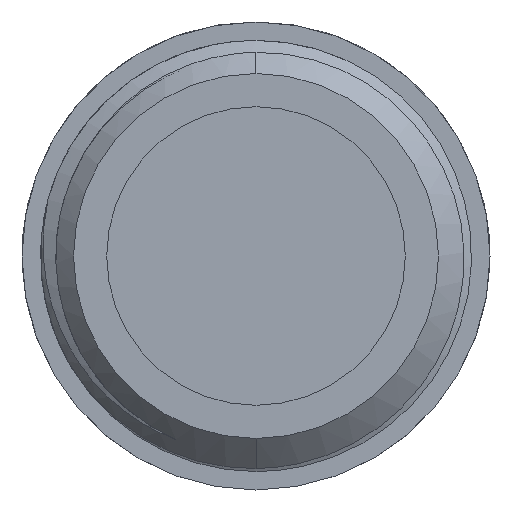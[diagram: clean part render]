
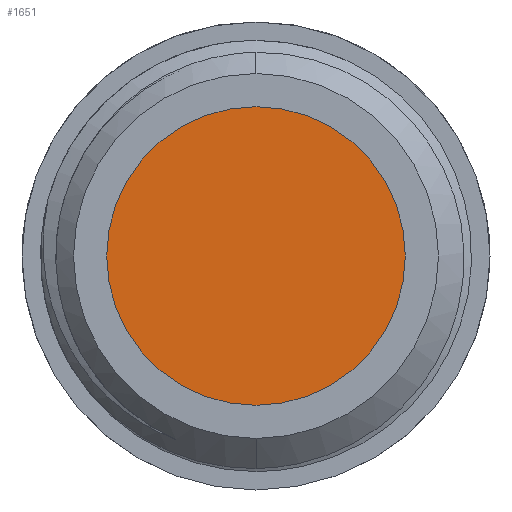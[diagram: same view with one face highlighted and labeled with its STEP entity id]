
A CAD part, left-side view. The second image highlights one B-rep face of the part: STEP entity #1651.
In plain terms, the highlighted planar face has unit normal (-1, 0, 0).
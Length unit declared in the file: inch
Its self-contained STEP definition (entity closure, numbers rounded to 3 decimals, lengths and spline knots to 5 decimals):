
#4 = DIRECTION ( 'NONE',  ( -1., 0., 0. ) ) ;
#238 = CARTESIAN_POINT ( 'NONE',  ( 0.12008, 0., 0. ) ) ;
#246 = DIRECTION ( 'NONE',  ( 0., 0., 1. ) ) ;
#304 = CARTESIAN_POINT ( 'NONE',  ( 0.12008, 0., 0.09409 ) ) ;
#596 = DIRECTION ( 'NONE',  ( 0., 0., -1. ) ) ;
#637 = EDGE_CURVE ( 'NONE', #766, #2330, #2226, .T. ) ;
#766 = VERTEX_POINT ( 'NONE', #2838 ) ;
#824 = DIRECTION ( 'NONE',  ( 1., 0., 0. ) ) ;
#856 = FACE_OUTER_BOUND ( 'NONE', #2071, .T. ) ;
#861 = ORIENTED_EDGE ( 'NONE', *, *, #1126, .T. ) ;
#998 = CIRCLE ( 'NONE', #2276, 0.09409 ) ;
#1126 = EDGE_CURVE ( 'NONE', #2330, #766, #998, .T. ) ;
#1176 = DIRECTION ( 'NONE',  ( 0., 0., 1. ) ) ;
#1414 = CARTESIAN_POINT ( 'NONE',  ( 0.12008, 0., 0. ) ) ;
#1567 = AXIS2_PLACEMENT_3D ( 'NONE', #2714, #824, #596 ) ;
#1651 = ADVANCED_FACE ( 'NONE', ( #856 ), #2760, .F. ) ;
#2071 = EDGE_LOOP ( 'NONE', ( #861, #2274 ) ) ;
#2226 = CIRCLE ( 'NONE', #3022, 0.09409 ) ;
#2274 = ORIENTED_EDGE ( 'NONE', *, *, #637, .T. ) ;
#2276 = AXIS2_PLACEMENT_3D ( 'NONE', #238, #4, #1176 ) ;
#2330 = VERTEX_POINT ( 'NONE', #304 ) ;
#2593 = DIRECTION ( 'NONE',  ( -1., 0., 0. ) ) ;
#2714 = CARTESIAN_POINT ( 'NONE',  ( 0.12008, 0., 0. ) ) ;
#2760 = PLANE ( 'NONE',  #1567 ) ;
#2838 = CARTESIAN_POINT ( 'NONE',  ( 0.12008, 0., -0.09409 ) ) ;
#3022 = AXIS2_PLACEMENT_3D ( 'NONE', #1414, #2593, #246 ) ;
